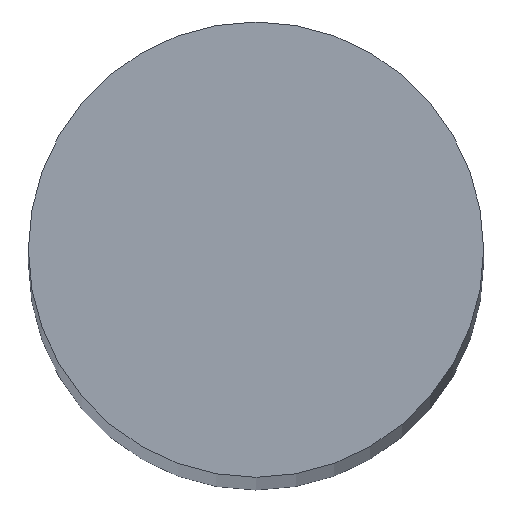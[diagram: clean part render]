
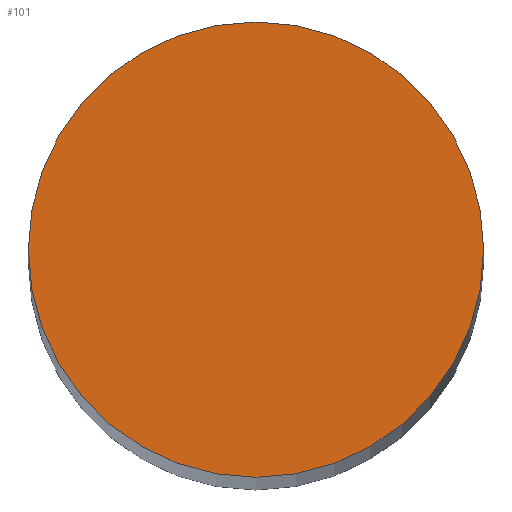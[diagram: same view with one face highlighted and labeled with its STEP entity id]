
A CAD part, top view. The second image highlights one B-rep face of the part: STEP entity #101.
In plain terms, the highlighted planar face has unit normal (0, 0, 1).
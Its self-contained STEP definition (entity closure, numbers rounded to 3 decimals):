
#2 = CIRCLE ( 'NONE', #154, 6. ) ;
#14 = EDGE_CURVE ( 'NONE', #117, #163, #2, .T. ) ;
#22 = CARTESIAN_POINT ( 'NONE',  ( 0., 0., 192. ) ) ;
#26 = DIRECTION ( 'NONE',  ( 1., 0., 0. ) ) ;
#31 = DIRECTION ( 'NONE',  ( 0., 0., 1. ) ) ;
#36 = CIRCLE ( 'NONE', #126, 6. ) ;
#38 = CARTESIAN_POINT ( 'NONE',  ( 0., 0., 192. ) ) ;
#51 = EDGE_LOOP ( 'NONE', ( #120, #56 ) ) ;
#56 = ORIENTED_EDGE ( 'NONE', *, *, #14, .T. ) ;
#80 = CARTESIAN_POINT ( 'NONE',  ( 0., 0., 192. ) ) ;
#84 = CARTESIAN_POINT ( 'NONE',  ( -6., 0., 192. ) ) ;
#100 = DIRECTION ( 'NONE',  ( 0., 0., 1. ) ) ;
#101 = ADVANCED_FACE ( 'NONE', ( #127 ), #159, .T. ) ;
#102 = AXIS2_PLACEMENT_3D ( 'NONE', #38, #31, #26 ) ;
#117 = VERTEX_POINT ( 'NONE', #131 ) ;
#120 = ORIENTED_EDGE ( 'NONE', *, *, #169, .T. ) ;
#126 = AXIS2_PLACEMENT_3D ( 'NONE', #22, #100, #151 ) ;
#127 = FACE_OUTER_BOUND ( 'NONE', #51, .T. ) ;
#131 = CARTESIAN_POINT ( 'NONE',  ( 6., 0., 192. ) ) ;
#132 = DIRECTION ( 'NONE',  ( 1., 0., 0. ) ) ;
#151 = DIRECTION ( 'NONE',  ( 1., 0., 0. ) ) ;
#154 = AXIS2_PLACEMENT_3D ( 'NONE', #80, #158, #132 ) ;
#158 = DIRECTION ( 'NONE',  ( 0., 0., 1. ) ) ;
#159 = PLANE ( 'NONE',  #102 ) ;
#163 = VERTEX_POINT ( 'NONE', #84 ) ;
#169 = EDGE_CURVE ( 'NONE', #163, #117, #36, .T. ) ;
